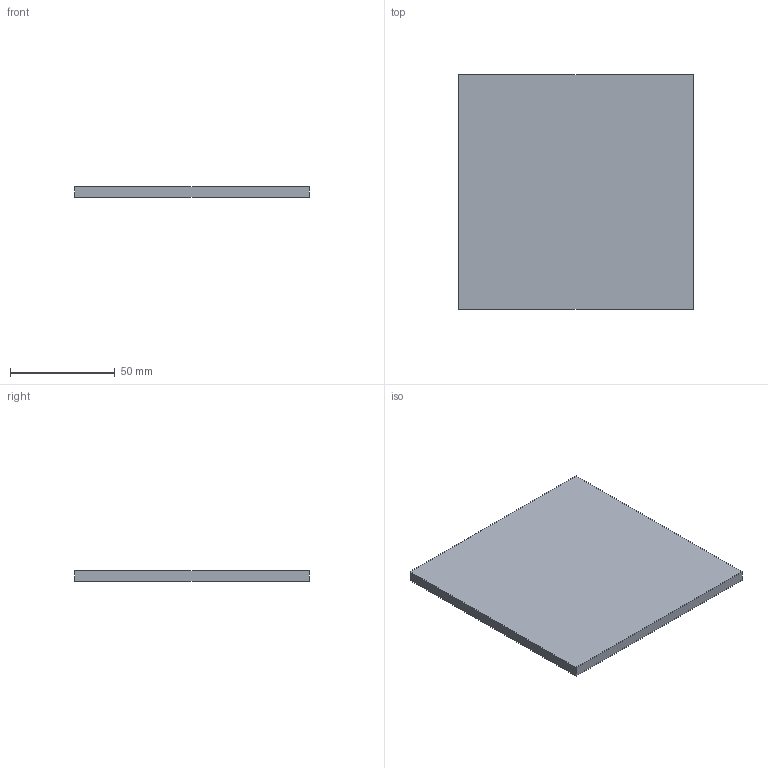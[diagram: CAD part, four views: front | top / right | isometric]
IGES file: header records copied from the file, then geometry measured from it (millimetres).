
Start section: SolidWorks IGES file using analytic representation for surfaces
Global section: file name: FE-460-2-F1.IGS; native system: SolidWorks 2021; preprocessor: SolidWorks 2021; author: 1300nh; date: 230810.162351; units: millimetre
Bounding box: 112 x 112 x 5 mm (x, y, z)
Surface area: 27328 mm2 (no closed solid volume)
Topology: 0 solids, 0 shells, 6 faces, 24 edges, 24 vertices
Faces by surface type: bspline 6
